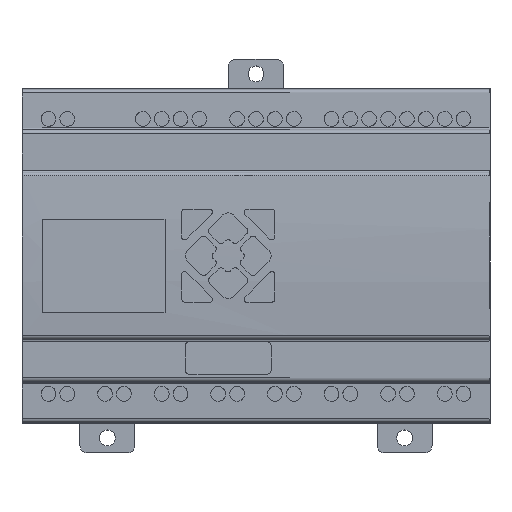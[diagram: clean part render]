
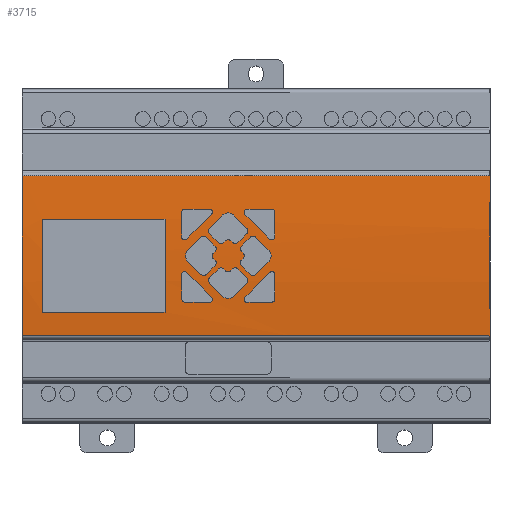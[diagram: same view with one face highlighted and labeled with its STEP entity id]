
A CAD part, top view. The second image highlights one B-rep face of the part: STEP entity #3715.
In plain terms, the highlighted cylindrical face has radius 253.599 mm (diameter 507.198 mm), a partial arc.
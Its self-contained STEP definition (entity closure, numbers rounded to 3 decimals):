
#3104=CARTESIAN_POINT('',(5.5,9.852,52.307));
#3105=VERTEX_POINT('',#3104);
#3106=CARTESIAN_POINT('',(38.5,9.852,52.307));
#3107=VERTEX_POINT('',#3106);
#3108=CARTESIAN_POINT('',(5.5,9.852,52.307));
#3109=DIRECTION('',(1.0,0.0,0.0));
#3110=VECTOR('',#3109,33.001);
#3111=LINE('',#3108,#3110);
#3112=EDGE_CURVE('',#3105,#3107,#3111,.T.);
#3144=CARTESIAN_POINT('',(38.5,-15.198,52.043));
#3145=VERTEX_POINT('',#3144);
#3146=CARTESIAN_POINT('',(38.5,0.,-201.1));
#3147=DIRECTION('',(1.0,0.,0.));
#3148=DIRECTION('',(0.,0.,1.));
#3149=AXIS2_PLACEMENT_3D('',#3146,#3147,#3148);
#3150=CIRCLE('',#3149,253.599);
#3151=EDGE_CURVE('',#3107,#3145,#3150,.T.);
#3200=CARTESIAN_POINT('',(5.5,-15.198,52.043));
#3201=VERTEX_POINT('',#3200);
#3202=CARTESIAN_POINT('',(38.5,-15.198,52.043));
#3203=DIRECTION('',(-1.0,0.0,0.0));
#3204=VECTOR('',#3203,33.001);
#3205=LINE('',#3202,#3204);
#3206=EDGE_CURVE('',#3145,#3201,#3205,.T.);
#3224=CARTESIAN_POINT('',(5.5,0.,-201.1));
#3225=DIRECTION('',(-1.0,0.,0.));
#3226=DIRECTION('',(0.,0.,1.));
#3227=AXIS2_PLACEMENT_3D('',#3224,#3225,#3226);
#3228=CIRCLE('',#3227,253.599);
#3229=EDGE_CURVE('',#3201,#3105,#3228,.T.);
#3639=CARTESIAN_POINT('',(0.0,21.535,51.582));
#3640=VERTEX_POINT('',#3639);
#3648=CARTESIAN_POINT('',(126.,21.535,51.582));
#3649=VERTEX_POINT('',#3648);
#3650=CARTESIAN_POINT('',(126.,21.535,51.582));
#3651=DIRECTION('',(-1.0,0.0,0.0));
#3652=VECTOR('',#3651,126.);
#3653=LINE('',#3650,#3652);
#3654=EDGE_CURVE('',#3649,#3640,#3653,.T.);
#3669=CARTESIAN_POINT('',(72.,0.,-201.1));
#3670=DIRECTION('',(-1.0,0.0,0.));
#3671=DIRECTION('',(0.,0.,1.));
#3672=AXIS2_PLACEMENT_3D('',#3669,#3670,#3671);
#3673=CYLINDRICAL_SURFACE('',#3672,253.599);
#3674=CARTESIAN_POINT('',(0.0,-21.532,51.583));
#3675=VERTEX_POINT('',#3674);
#3676=CARTESIAN_POINT('',(0.,0.,-201.1));
#3677=DIRECTION('',(1.0,0.,0.));
#3678=DIRECTION('',(0.,0.,1.));
#3679=AXIS2_PLACEMENT_3D('',#3676,#3677,#3678);
#3680=CIRCLE('',#3679,253.599);
#3681=EDGE_CURVE('',#3640,#3675,#3680,.T.);
#3682=ORIENTED_EDGE('',*,*,#3681,.T.);
#3683=CARTESIAN_POINT('',(72.0,-21.532,51.583));
#3684=VERTEX_POINT('',#3683);
#3685=CARTESIAN_POINT('',(72.0,-21.532,51.583));
#3686=DIRECTION('',(-1.0,0.0,0.0));
#3687=VECTOR('',#3686,72.0);
#3688=LINE('',#3685,#3687);
#3689=EDGE_CURVE('',#3684,#3675,#3688,.T.);
#3690=ORIENTED_EDGE('',*,*,#3689,.F.);
#3691=CARTESIAN_POINT('',(126.,-21.532,51.583));
#3692=VERTEX_POINT('',#3691);
#3693=CARTESIAN_POINT('',(72.0,-21.532,51.583));
#3694=DIRECTION('',(1.0,0.0,0.0));
#3695=VECTOR('',#3694,54.);
#3696=LINE('',#3693,#3695);
#3697=EDGE_CURVE('',#3684,#3692,#3696,.T.);
#3698=ORIENTED_EDGE('',*,*,#3697,.T.);
#3699=CARTESIAN_POINT('',(126.,0.,-201.1));
#3700=DIRECTION('',(-1.0,0.,0.));
#3701=DIRECTION('',(0.,0.,1.));
#3702=AXIS2_PLACEMENT_3D('',#3699,#3700,#3701);
#3703=CIRCLE('',#3702,253.599);
#3704=EDGE_CURVE('',#3692,#3649,#3703,.T.);
#3705=ORIENTED_EDGE('',*,*,#3704,.T.);
#3706=ORIENTED_EDGE('',*,*,#3654,.T.);
#3707=EDGE_LOOP('',(#3682,#3690,#3698,#3705,#3706));
#3708=FACE_OUTER_BOUND('',#3707,.T.);
#3709=ORIENTED_EDGE('',*,*,#3206,.T.);
#3710=ORIENTED_EDGE('',*,*,#3229,.T.);
#3711=ORIENTED_EDGE('',*,*,#3112,.T.);
#3712=ORIENTED_EDGE('',*,*,#3151,.T.);
#3713=EDGE_LOOP('',(#3709,#3710,#3711,#3712));
#3714=FACE_BOUND('',#3713,.T.);
#3715=ADVANCED_FACE('',(#3708,#3714),#3673,.T.);
